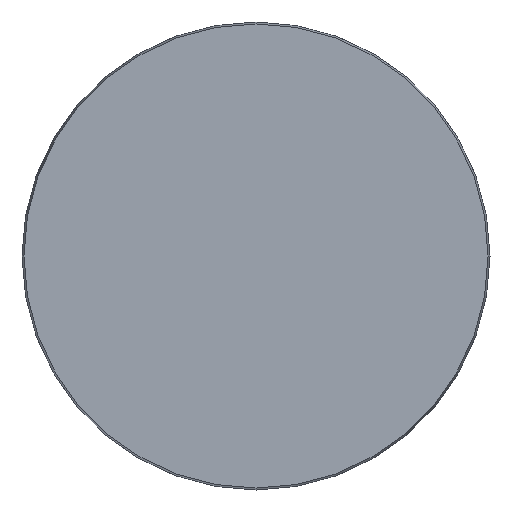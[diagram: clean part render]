
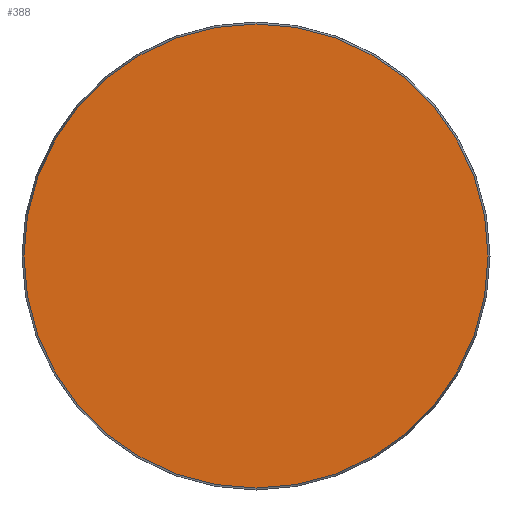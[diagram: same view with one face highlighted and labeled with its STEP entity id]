
A CAD part, front view. The second image highlights one B-rep face of the part: STEP entity #388.
In plain terms, the highlighted planar face has unit normal (0, -1, 0).
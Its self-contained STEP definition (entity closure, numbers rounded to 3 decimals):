
#10 = DIRECTION ( 'NONE',  ( 0., 0., 1. ) ) ;
#177 = FACE_OUTER_BOUND ( 'NONE', #430, .T. ) ;
#200 = EDGE_CURVE ( 'NONE', #575, #575, #573, .T. ) ;
#246 = CARTESIAN_POINT ( 'NONE',  ( -68.425, 0., 0. ) ) ;
#325 = ORIENTED_EDGE ( 'NONE', *, *, #200, .T. ) ;
#354 = DIRECTION ( 'NONE',  ( 0., 1., 0. ) ) ;
#388 = ADVANCED_FACE ( 'NONE', ( #177 ), #546, .F. ) ;
#430 = EDGE_LOOP ( 'NONE', ( #325 ) ) ;
#499 = CARTESIAN_POINT ( 'NONE',  ( 0., 0., 0. ) ) ;
#503 = DIRECTION ( 'NONE',  ( 0., 0., -1. ) ) ;
#519 = CARTESIAN_POINT ( 'NONE',  ( 0., 0., -68.425 ) ) ;
#546 = PLANE ( 'NONE',  #725 ) ;
#573 = CIRCLE ( 'NONE', #711, 68.425 ) ;
#575 = VERTEX_POINT ( 'NONE', #519 ) ;
#711 = AXIS2_PLACEMENT_3D ( 'NONE', #499, #727, #503 ) ;
#725 = AXIS2_PLACEMENT_3D ( 'NONE', #246, #354, #10 ) ;
#727 = DIRECTION ( 'NONE',  ( 0., -1., 0. ) ) ;
